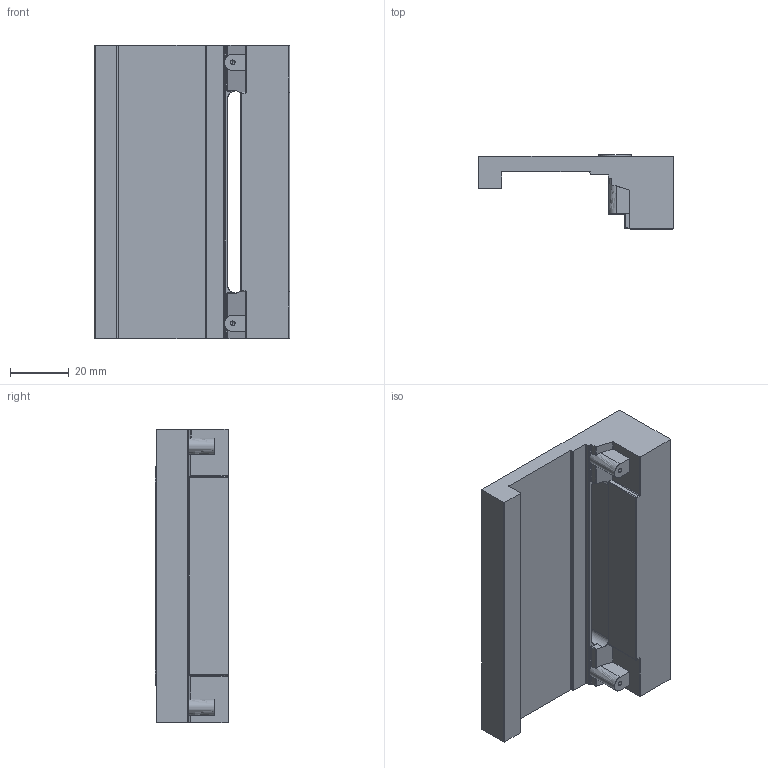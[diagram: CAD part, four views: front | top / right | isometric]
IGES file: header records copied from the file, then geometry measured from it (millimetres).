
Start section: SolidWorks IGES file using analytic representation for surfaces
Global section: file name: Socle_v6.IGS; native system: SolidWorks 2020; preprocessor: SolidWorks 2020; author: ngoc-lan.lussan; date: 210430.103957; units: millimetre
Bounding box: 66.55 x 25.1 x 100 mm (x, y, z)
Surface area: 21819.4 mm2 (no closed solid volume)
Topology: 0 solids, 0 shells, 135 faces, 1238 edges, 1220 vertices
Faces by surface type: revolution 79, bspline 56
